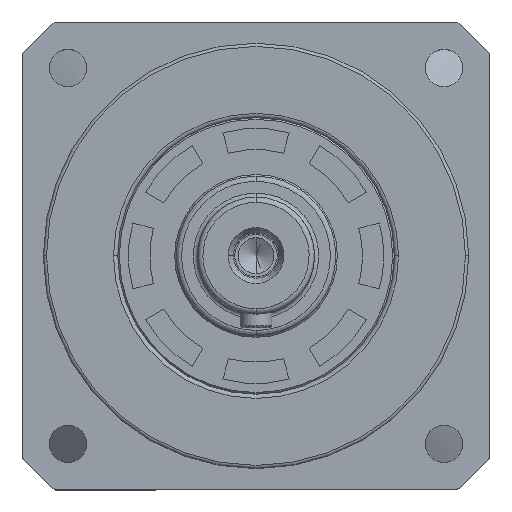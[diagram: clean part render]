
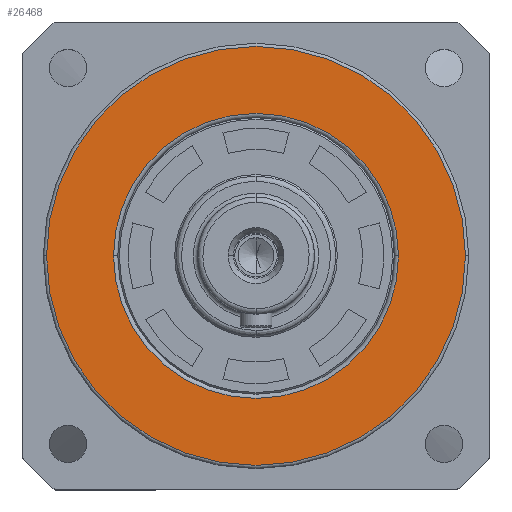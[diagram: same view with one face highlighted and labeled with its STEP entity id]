
A CAD part, top view. The second image highlights one B-rep face of the part: STEP entity #26468.
In plain terms, the highlighted planar face has unit normal (0, 0, 1).
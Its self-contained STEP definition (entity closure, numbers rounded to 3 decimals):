
#1243 = AXIS2_PLACEMENT_3D ( 'NONE', #43335, #42863, #42826 ) ;
#1799 = DIRECTION ( 'NONE',  ( 1., 0., 0. ) ) ;
#1861 = DIRECTION ( 'NONE',  ( 0., 0., -1. ) ) ;
#1867 = CARTESIAN_POINT ( 'NONE',  ( 0., 0., 44.5 ) ) ;
#2004 = CIRCLE ( 'NONE', #15050, 39.4 ) ;
#2515 = ORIENTED_EDGE ( 'NONE', *, *, #47814, .F. ) ;
#4412 = CARTESIAN_POINT ( 'NONE',  ( 0., 0., 44.5 ) ) ;
#7823 = DIRECTION ( 'NONE',  ( 0., 0., -1. ) ) ;
#8364 = DIRECTION ( 'NONE',  ( 1., 0., 0. ) ) ;
#8798 = VERTEX_POINT ( 'NONE', #30125 ) ;
#9314 = CARTESIAN_POINT ( 'NONE',  ( -26.8, 0., 44.5 ) ) ;
#11633 = VERTEX_POINT ( 'NONE', #9314 ) ;
#12765 = AXIS2_PLACEMENT_3D ( 'NONE', #4412, #31297, #8364 ) ;
#14902 = CIRCLE ( 'NONE', #43542, 26.8 ) ;
#15050 = AXIS2_PLACEMENT_3D ( 'NONE', #43630, #20848, #47342 ) ;
#17629 = EDGE_CURVE ( 'NONE', #46990, #11633, #14902, .T. ) ;
#18696 = FACE_OUTER_BOUND ( 'NONE', #33634, .T. ) ;
#18972 = VERTEX_POINT ( 'NONE', #32310 ) ;
#19842 = AXIS2_PLACEMENT_3D ( 'NONE', #30774, #7823, #34627 ) ;
#20848 = DIRECTION ( 'NONE',  ( 0., 0., -1. ) ) ;
#26468 = ADVANCED_FACE ( 'NONE', ( #18696, #47733 ), #42932, .T. ) ;
#30125 = CARTESIAN_POINT ( 'NONE',  ( -39.4, 0., 44.5 ) ) ;
#30774 = CARTESIAN_POINT ( 'NONE',  ( 0., 0., 44.5 ) ) ;
#31119 = ORIENTED_EDGE ( 'NONE', *, *, #17629, .T. ) ;
#31297 = DIRECTION ( 'NONE',  ( 0., 0., -1. ) ) ;
#31468 = CARTESIAN_POINT ( 'NONE',  ( 26.8, 0., 44.5 ) ) ;
#32310 = CARTESIAN_POINT ( 'NONE',  ( 39.4, 0., 44.5 ) ) ;
#33634 = EDGE_LOOP ( 'NONE', ( #2515, #46410 ) ) ;
#34627 = DIRECTION ( 'NONE',  ( 1., 0., 0. ) ) ;
#38684 = EDGE_CURVE ( 'NONE', #8798, #18972, #47930, .T. ) ;
#39543 = EDGE_LOOP ( 'NONE', ( #31119, #42353 ) ) ;
#42353 = ORIENTED_EDGE ( 'NONE', *, *, #46955, .T. ) ;
#42826 = DIRECTION ( 'NONE',  ( 1., 0., 0. ) ) ;
#42863 = DIRECTION ( 'NONE',  ( 0., 0., 1. ) ) ;
#42932 = PLANE ( 'NONE',  #1243 ) ;
#43335 = CARTESIAN_POINT ( 'NONE',  ( 0., 0., 44.5 ) ) ;
#43542 = AXIS2_PLACEMENT_3D ( 'NONE', #1867, #1861, #1799 ) ;
#43630 = CARTESIAN_POINT ( 'NONE',  ( 0., 0., 44.5 ) ) ;
#46410 = ORIENTED_EDGE ( 'NONE', *, *, #38684, .F. ) ;
#46955 = EDGE_CURVE ( 'NONE', #11633, #46990, #48079, .T. ) ;
#46990 = VERTEX_POINT ( 'NONE', #31468 ) ;
#47342 = DIRECTION ( 'NONE',  ( 1., 0., 0. ) ) ;
#47733 = FACE_BOUND ( 'NONE', #39543, .T. ) ;
#47814 = EDGE_CURVE ( 'NONE', #18972, #8798, #2004, .T. ) ;
#47930 = CIRCLE ( 'NONE', #19842, 39.4 ) ;
#48079 = CIRCLE ( 'NONE', #12765, 26.8 ) ;
